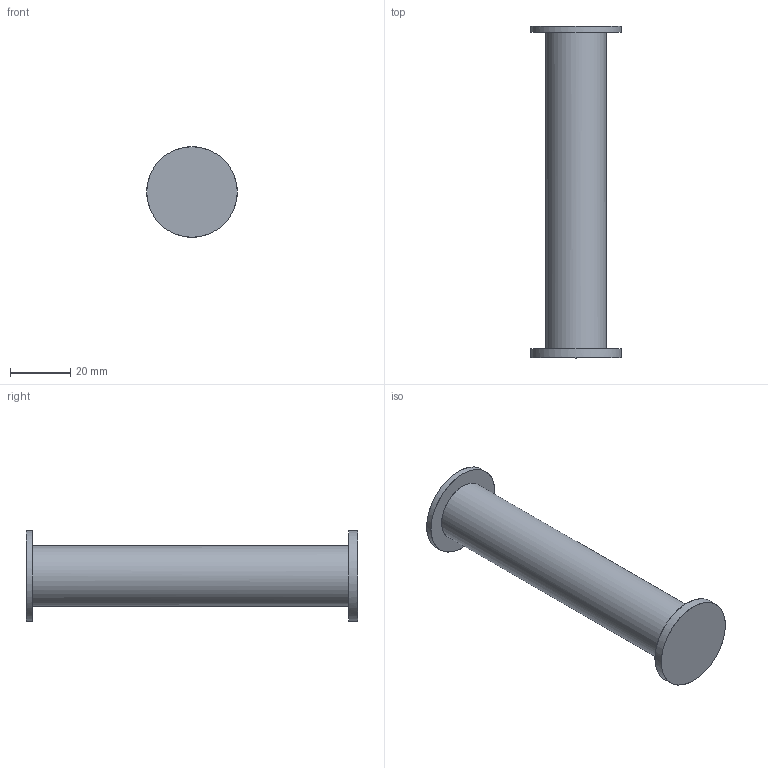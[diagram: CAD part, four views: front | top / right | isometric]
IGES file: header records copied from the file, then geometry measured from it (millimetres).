
Global section: file name: 391_C; native system: Autodesk Inventor 2024; preprocessor: unknown; author: R. Madlener; date: 20240626.151637; units: millimetre
Bounding box: 30 x 110 x 30 mm (x, y, z)
Surface area: 9267.7 mm2 (no closed solid volume)
Topology: 0 solids, 0 shells, 7 faces, 54 edges, 54 vertices
Faces by surface type: bspline 4, revolution 3
